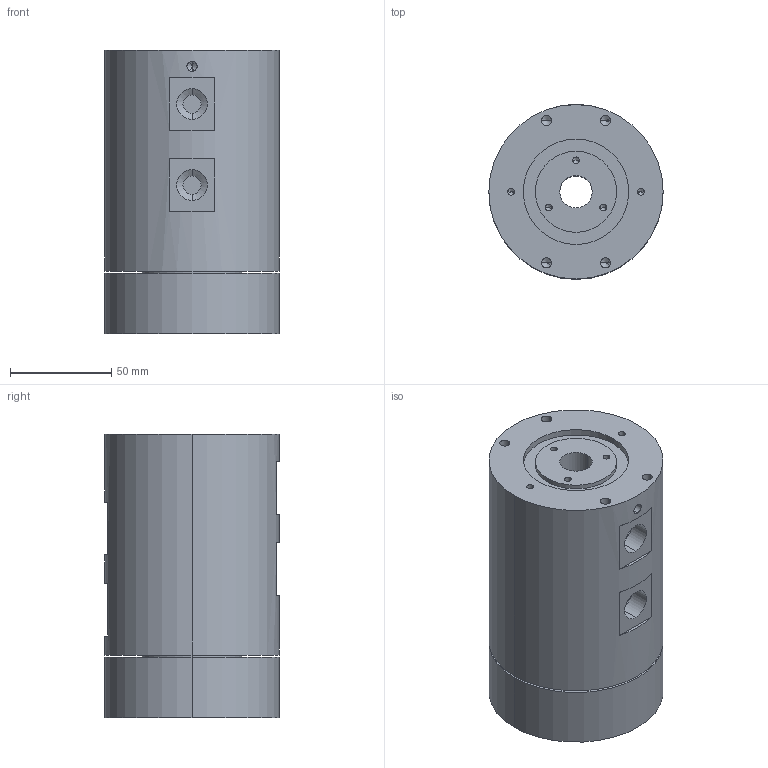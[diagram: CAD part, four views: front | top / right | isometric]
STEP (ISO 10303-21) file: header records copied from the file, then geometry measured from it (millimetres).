
FILE_DESCRIPTION (( 'STEP AP203' ), '1' );
FILE_NAME ('RKD43S.STEP', '2020-11-21T03:53:28', ( '微软用户' ), ( '微软中国' ), 'SwSTEP 2.0', 'SolidWorks 2014', '' );
FILE_SCHEMA (( 'CONFIG_CONTROL_DESIGN' ));
Length unit declared in the file: millimetre
Products named in the file (1): RKD43S
Bounding box: 86 x 86 x 140 mm (x, y, z)
Volume: 753456.4 mm3; surface area: 72484.7 mm2
Topology: 1 solids, 1 shells, 151 faces, 338 edges, 191 vertices
Faces by surface type: cylinder 77, cone 46, plane 28
Entity records: 4419 total; most frequent: CARTESIAN_POINT 1051, DIRECTION 748, ORIENTED_EDGE 616, EDGE_CURVE 308, AXIS2_PLACEMENT_3D 304, VERTEX_POINT 191, EDGE_LOOP 185, CIRCLE 152
